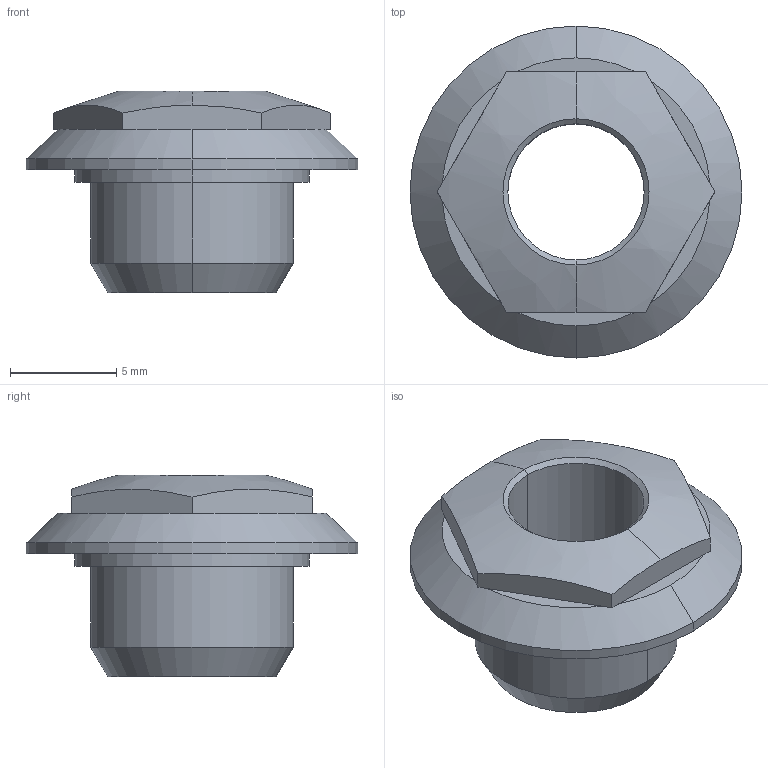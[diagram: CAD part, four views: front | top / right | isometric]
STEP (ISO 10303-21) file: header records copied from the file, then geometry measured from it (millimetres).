
FILE_DESCRIPTION((''),'2;1');
FILE_NAME('D_NRJ_NUT_MC','2010-11-19T',('odo'),(''),'PRO/ENGINEER BY PARAMETRIC TECHNOLOGY CORPORATION, 2009220','PRO/ENGINEER BY PARAMETRIC TECHNOLOGY CORPORATION, 2009220','');
FILE_SCHEMA(('AUTOMOTIVE_DESIGN_CC2 { 1 2 10303 214 -1 1 5 2 }'));
Length unit declared in the file: millimetre
Products named in the file (1): D_NRJ_NUT_MC
Bounding box: 15.6 x 15.6 x 9.48 mm (x, y, z)
Volume: 589.5 mm3; surface area: 755.6 mm2
Topology: 1 solids, 1 shells, 37 faces, 82 edges, 48 vertices
Faces by surface type: plane 21, cylinder 8, cone 6, bspline 2
Entity records: 1337 total; most frequent: CARTESIAN_POINT 289, COLOUR_RGB 209, DIRECTION 180, ORIENTED_EDGE 164, EDGE_CURVE 82, AXIS2_PLACEMENT_3D 71, VERTEX_POINT 48, EDGE_LOOP 40
